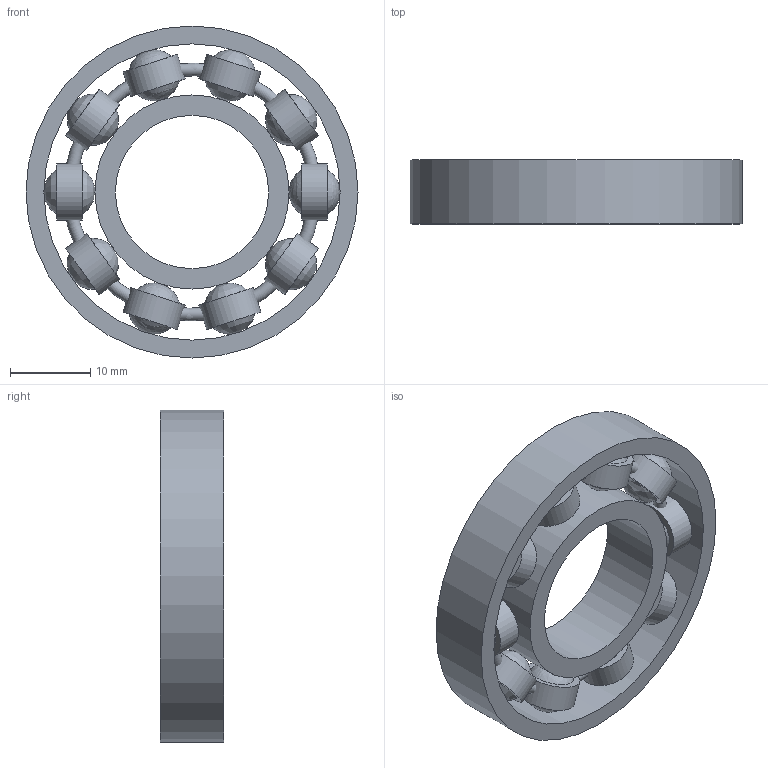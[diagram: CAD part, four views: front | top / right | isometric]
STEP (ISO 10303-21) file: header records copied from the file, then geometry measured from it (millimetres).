
FILE_DESCRIPTION((('zoo.dev export')), '2;1');
FILE_NAME('dump.step', '2024-10-28T14:02:47.803277856+00:00', ('Author unknown'), ('Organization unknown'), 'zoo.dev beta', 'zoo.dev', 'Authorization unknown');
FILE_SCHEMA(('AP203_CONFIGURATION_CONTROLLED_3D_DESIGN_OF_MECHANICAL_PARTS_AND_ASSEMBLIES_MIM_LF'));
Length unit declared in the file: metre
Products named in the file (32): UNIDENTIFIED_PRODUCT
Bounding box: 41.27 x 7.95 x 41.27 mm (x, y, z)
Volume: 5838.5 mm3; surface area: 7386.2 mm2
Topology: 32 solids, 32 shells, 101 faces, 139 edges, 88 vertices
Faces by surface type: plane 44, cylinder 24, sphere 13, torus 10, bspline 10
Full cylindrical faces by diameter (mm): 0.051 x10, 7.087 x10, 19.05 x1, 24.13 x1, 36.83 x1, 41.275 x1
Entity records: 2835 total; most frequent: CARTESIAN_POINT 788, DIRECTION 412, AXIS2_PLACEMENT_3D 206, ORIENTED_EDGE 176, EDGE_LOOP 176, FACE_BOUND 176, EDGE_CURVE 162, CIRCLE 118
